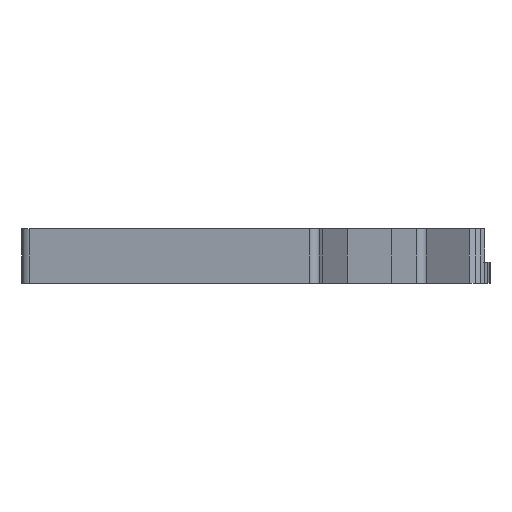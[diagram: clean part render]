
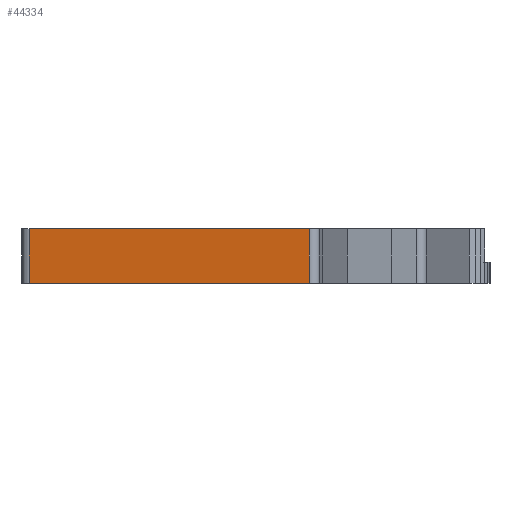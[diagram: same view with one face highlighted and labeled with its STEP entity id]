
A CAD part, left-side view. The second image highlights one B-rep face of the part: STEP entity #44334.
In plain terms, the highlighted planar face has unit normal (-0.986, 0.166, 0).
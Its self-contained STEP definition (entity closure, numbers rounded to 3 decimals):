
#2366=FACE_OUTER_BOUND('',#4613,.T.);
#4613=EDGE_LOOP('',(#40106,#40107,#40108,#40109));
#4829=LINE('',#57652,#11049);
#5671=LINE('',#59382,#11891);
#10833=LINE('',#69764,#17053);
#10834=LINE('',#69766,#17054);
#11049=VECTOR('',#46976,10.);
#11891=VECTOR('',#48254,10.);
#17053=VECTOR('',#57150,10.);
#17054=VECTOR('',#57153,10.);
#17225=VERTEX_POINT('',#57649);
#17226=VERTEX_POINT('',#57651);
#17895=VERTEX_POINT('',#59379);
#17896=VERTEX_POINT('',#59381);
#21486=EDGE_CURVE('',#17225,#17226,#4829,.T.);
#22352=EDGE_CURVE('',#17896,#17895,#5671,.T.);
#27538=EDGE_CURVE('',#17895,#17226,#10833,.T.);
#27539=EDGE_CURVE('',#17896,#17225,#10834,.T.);
#40106=ORIENTED_EDGE('',*,*,#22352,.T.);
#40107=ORIENTED_EDGE('',*,*,#27538,.T.);
#40108=ORIENTED_EDGE('',*,*,#21486,.F.);
#40109=ORIENTED_EDGE('',*,*,#27539,.F.);
#42212=PLANE('',#46544);
#44334=ADVANCED_FACE('',(#2366),#42212,.T.);
#46544=AXIS2_PLACEMENT_3D('',#69765,#57151,#57152);
#46976=DIRECTION('',(-0.166,-0.986,0.));
#48254=DIRECTION('',(-0.166,-0.986,0.));
#57150=DIRECTION('',(0.,0.,1.));
#57151=DIRECTION('center_axis',(-0.986,0.166,0.));
#57152=DIRECTION('ref_axis',(-0.166,-0.986,0.));
#57153=DIRECTION('',(0.,0.,1.));
#57649=CARTESIAN_POINT('',(34.344,-23.702,13.));
#57651=CARTESIAN_POINT('',(23.147,-90.062,13.));
#57652=CARTESIAN_POINT('',(34.344,-23.702,13.));
#59379=CARTESIAN_POINT('',(23.147,-90.062,0.));
#59381=CARTESIAN_POINT('',(34.344,-23.702,0.));
#59382=CARTESIAN_POINT('',(34.344,-23.702,0.));
#69764=CARTESIAN_POINT('',(23.147,-90.062,0.));
#69765=CARTESIAN_POINT('Origin',(34.344,-23.702,0.));
#69766=CARTESIAN_POINT('',(34.344,-23.702,0.));
